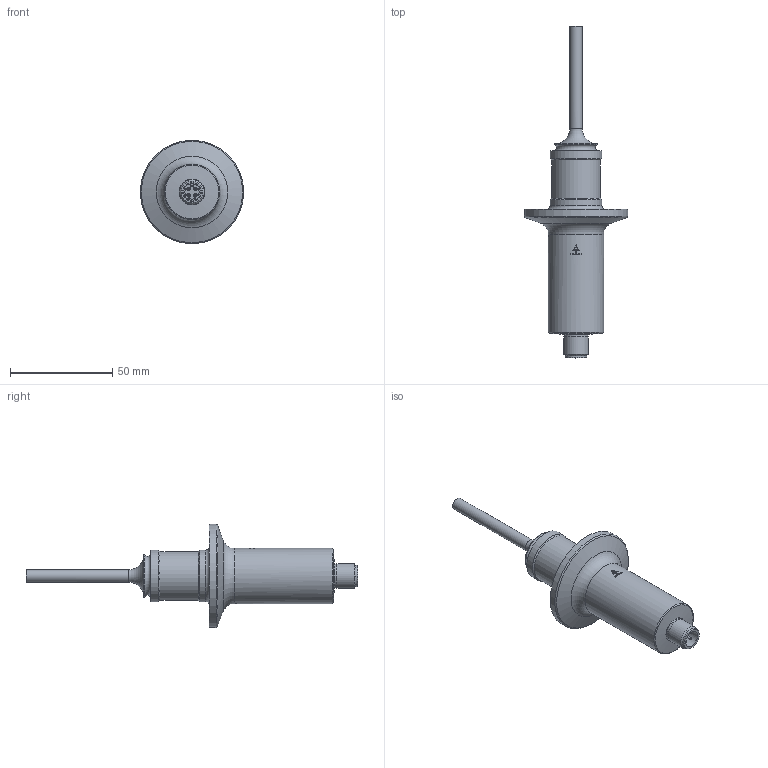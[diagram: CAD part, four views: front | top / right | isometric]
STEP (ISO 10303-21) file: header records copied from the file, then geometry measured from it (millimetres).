
FILE_DESCRIPTION(/* description */ (''),/* implementation_level */ '2;1');
FILE_NAME(/* name */ '11190255',/* time_stamp */ '2017-09-28T16:48:03+02:00',/* author */ (''),/* organization */ (''),/* preprocessor_version */ 'ST-DEVELOPER v16.7',/* originating_system */ 'DEX',/* authorisation */ $);
FILE_SCHEMA (('AUTOMOTIVE_DESIGN {1 0 10303 214 3 1 1}'));
Length unit declared in the file: millimetre
Products named in the file (1): TK_Strömi_DN38-3A_50mm
Bounding box: 50.31 x 162 x 50.31 mm (x, y, z)
Volume: 60366.2 mm3; surface area: 14114.5 mm2
Topology: 1 solids, 4 shells, 111 faces, 274 edges, 178 vertices
Faces by surface type: cylinder 49, plane 39, cone 12, torus 10, sphere 1
Full cylindrical faces by diameter (mm): 0.25 x8, 1 x4, 4 x2, 5 x1, 6 x1, 8.3 x1, 9.4 x1, 9.5 x1, 9.9 x1, 10 x1, 10.5 x1, 12 x2, 21 x1, 24 x1, 25.3 x2, 27 x1, 50.5 x1
Entity records: 3688 total; most frequent: DIRECTION 537, CARTESIAN_POINT 497, ORIENTED_EDGE 390, AXIS2_PLACEMENT_3D 234, EDGE_CURVE 195, EDGE_LOOP 191, FACE_BOUND 191, VERTEX_POINT 154
